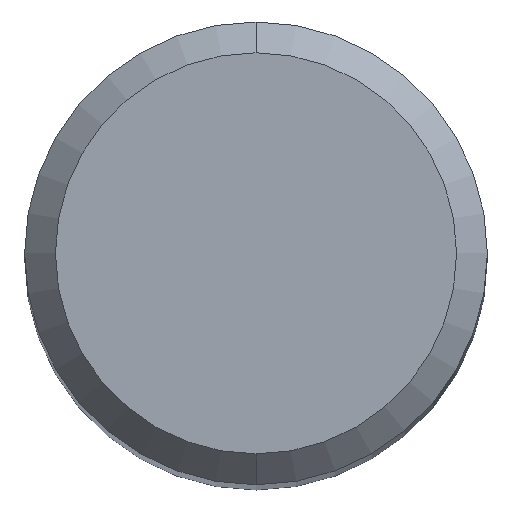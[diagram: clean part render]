
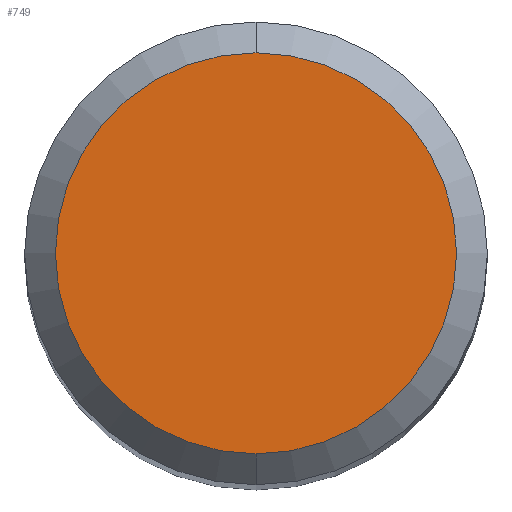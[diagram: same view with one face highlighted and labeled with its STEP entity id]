
A CAD part, top view. The second image highlights one B-rep face of the part: STEP entity #749.
In plain terms, the highlighted planar face has unit normal (0, 0, 1).
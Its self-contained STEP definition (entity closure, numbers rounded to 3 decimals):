
#313=VERTEX_POINT('',#884);
#387=VERTEX_POINT('',#968);
#565=EDGE_CURVE('',#313,#387,#1163,.T.);
#749=ADVANCED_FACE('',(#1359),#1360,.T.);
#791=EDGE_CURVE('',#387,#313,#1406,.T.);
#884=CARTESIAN_POINT('',(0.0,2.6,0.0));
#968=CARTESIAN_POINT('',(0.,-2.6,0.0));
#1163=CIRCLE('',#3722,2.6);
#1359=FACE_OUTER_BOUND('',#4453,.T.);
#1360=PLANE('',#4454);
#1406=CIRCLE('',#4584,2.6);
#3722=AXIS2_PLACEMENT_3D('',#5596,#5597,#5598);
#4453=EDGE_LOOP('',(#5764,#5765));
#4454=AXIS2_PLACEMENT_3D('',#5766,#5767,#5768);
#4584=AXIS2_PLACEMENT_3D('',#5808,#5809,#5810);
#5596=CARTESIAN_POINT('',(0.0,0.0,0.0));
#5597=DIRECTION('',(0.0,0.0,-1.0));
#5598=DIRECTION('',(0.0,1.0,0.0));
#5764=ORIENTED_EDGE('',*,*,#565,.F.);
#5765=ORIENTED_EDGE('',*,*,#791,.F.);
#5766=CARTESIAN_POINT('',(0.0,1.3,0.0));
#5767=DIRECTION('',(-0.0,0.0,1.0));
#5768=DIRECTION('',(0.0,-1.0,0.0));
#5808=CARTESIAN_POINT('',(0.0,0.0,0.0));
#5809=DIRECTION('',(0.0,0.0,-1.0));
#5810=DIRECTION('',(0.0,1.0,0.0));
